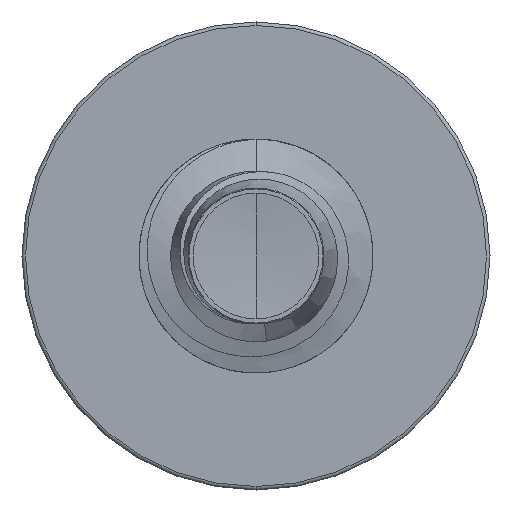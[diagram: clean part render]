
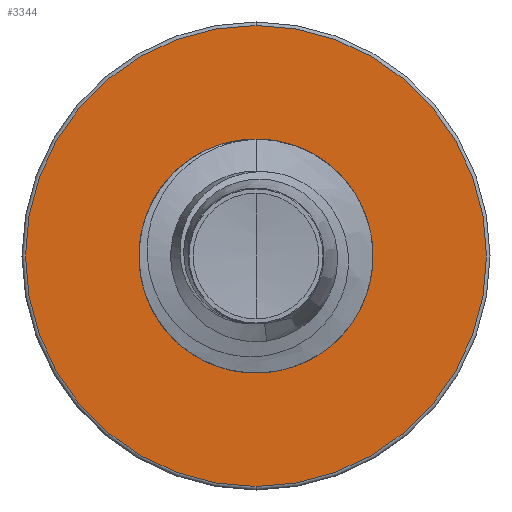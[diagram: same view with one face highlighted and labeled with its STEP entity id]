
A CAD part, front view. The second image highlights one B-rep face of the part: STEP entity #3344.
In plain terms, the highlighted planar face has unit normal (0, -1, 0).
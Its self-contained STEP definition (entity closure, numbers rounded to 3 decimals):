
#158 = CARTESIAN_POINT ( 'NONE',  ( 0., 4.5, 0. ) ) ;
#755 = VERTEX_POINT ( 'NONE', #5642 ) ;
#882 = DIRECTION ( 'NONE',  ( 0., 1., 0. ) ) ;
#987 = DIRECTION ( 'NONE',  ( 0., 0., 1. ) ) ;
#1036 = EDGE_LOOP ( 'NONE', ( #2662, #3827 ) ) ;
#1162 = CIRCLE ( 'NONE', #5187, 0.866 ) ;
#1196 = CARTESIAN_POINT ( 'NONE',  ( 0., 4.5, -1.773 ) ) ;
#1344 = CARTESIAN_POINT ( 'NONE',  ( 0., 4.5, -0.866 ) ) ;
#1415 = CARTESIAN_POINT ( 'NONE',  ( 0., 4.5, 0. ) ) ;
#1653 = VERTEX_POINT ( 'NONE', #9010 ) ;
#2037 = CARTESIAN_POINT ( 'NONE',  ( 0., 4.5, 0. ) ) ;
#2053 = CIRCLE ( 'NONE', #7755, 0.866 ) ;
#2239 = DIRECTION ( 'NONE',  ( 0., 0., 1. ) ) ;
#2575 = AXIS2_PLACEMENT_3D ( 'NONE', #5798, #882, #6623 ) ;
#2662 = ORIENTED_EDGE ( 'NONE', *, *, #7793, .T. ) ;
#2814 = AXIS2_PLACEMENT_3D ( 'NONE', #1344, #4688, #10477 ) ;
#2864 = DIRECTION ( 'NONE',  ( 0., 0., 1. ) ) ;
#3344 = ADVANCED_FACE ( 'NONE', ( #7630, #5701 ), #4650, .F. ) ;
#3827 = ORIENTED_EDGE ( 'NONE', *, *, #8695, .T. ) ;
#4650 = PLANE ( 'NONE',  #2814 ) ;
#4688 = DIRECTION ( 'NONE',  ( 0., 1., 0. ) ) ;
#4765 = EDGE_CURVE ( 'NONE', #7576, #1653, #8258, .T. ) ;
#5153 = EDGE_LOOP ( 'NONE', ( #5890, #8909 ) ) ;
#5187 = AXIS2_PLACEMENT_3D ( 'NONE', #2037, #7812, #2864 ) ;
#5642 = CARTESIAN_POINT ( 'NONE',  ( 0., 4.5, 0.866 ) ) ;
#5701 = FACE_BOUND ( 'NONE', #1036, .T. ) ;
#5798 = CARTESIAN_POINT ( 'NONE',  ( 0., 4.5, 0. ) ) ;
#5890 = ORIENTED_EDGE ( 'NONE', *, *, #9234, .F. ) ;
#5905 = DIRECTION ( 'NONE',  ( 0., 1., 0. ) ) ;
#6623 = DIRECTION ( 'NONE',  ( 0., 0., 1. ) ) ;
#7173 = DIRECTION ( 'NONE',  ( 0., 1., 0. ) ) ;
#7576 = VERTEX_POINT ( 'NONE', #1196 ) ;
#7630 = FACE_OUTER_BOUND ( 'NONE', #5153, .T. ) ;
#7755 = AXIS2_PLACEMENT_3D ( 'NONE', #1415, #7173, #2239 ) ;
#7793 = EDGE_CURVE ( 'NONE', #755, #9433, #1162, .T. ) ;
#7812 = DIRECTION ( 'NONE',  ( 0., 1., 0. ) ) ;
#8258 = CIRCLE ( 'NONE', #9702, 1.773 ) ;
#8695 = EDGE_CURVE ( 'NONE', #9433, #755, #2053, .T. ) ;
#8909 = ORIENTED_EDGE ( 'NONE', *, *, #4765, .F. ) ;
#9010 = CARTESIAN_POINT ( 'NONE',  ( 0., 4.5, 1.773 ) ) ;
#9234 = EDGE_CURVE ( 'NONE', #1653, #7576, #10328, .T. ) ;
#9433 = VERTEX_POINT ( 'NONE', #10031 ) ;
#9702 = AXIS2_PLACEMENT_3D ( 'NONE', #158, #5905, #987 ) ;
#10031 = CARTESIAN_POINT ( 'NONE',  ( 0., 4.5, -0.866 ) ) ;
#10328 = CIRCLE ( 'NONE', #2575, 1.773 ) ;
#10477 = DIRECTION ( 'NONE',  ( 0., 0., 1. ) ) ;
